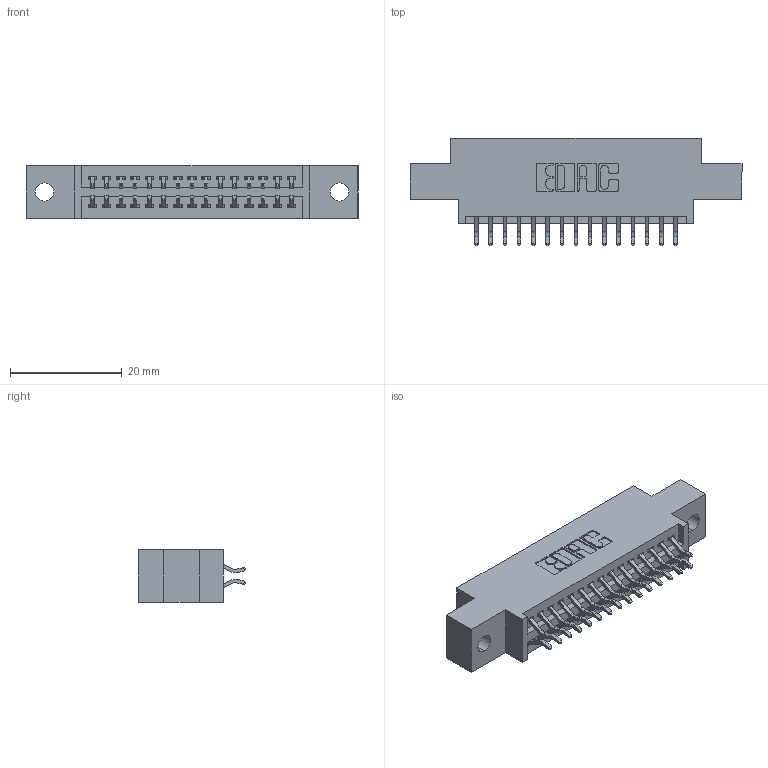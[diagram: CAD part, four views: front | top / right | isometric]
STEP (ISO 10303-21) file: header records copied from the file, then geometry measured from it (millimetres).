
FILE_DESCRIPTION (( 'STEP AP203' ), '1' );
FILE_NAME ('395-030-556-802.STEP', '2018-11-11T07:55:48', ( '' ), ( '' ), 'SwSTEP 2.0', 'SolidWorks 2016', '' );
FILE_SCHEMA (( 'CONFIG_CONTROL_DESIGN' ));
Length unit declared in the file: inch
Products named in the file (3): 395-030-556-802; 345-292-001_556 Tail; 345 Part_0.170 Offset - 0.128 Dia
Assembly tree (31 placements, depth 2):
  395-030-556-802
    345 Part_0.170 Offset - 0.128 Dia
    345-292-001_556 Tail  x30
Bounding box: 59.31 x 19.24 x 9.4 mm (x, y, z)
Volume: 5359.5 mm3; surface area: 7243.7 mm2
Topology: 31 solids, 31 shells, 1810 faces, 5363 edges, 3534 vertices
Faces by surface type: plane 1194, cylinder 616
Entity records: 15759 total; most frequent: CARTESIAN_POINT 2684, ORIENTED_EDGE 2606, DIRECTION 2387, EDGE_CURVE 1303, LINE 1103, VECTOR 1103, VERTEX_POINT 866, AXIS2_PLACEMENT_3D 642
